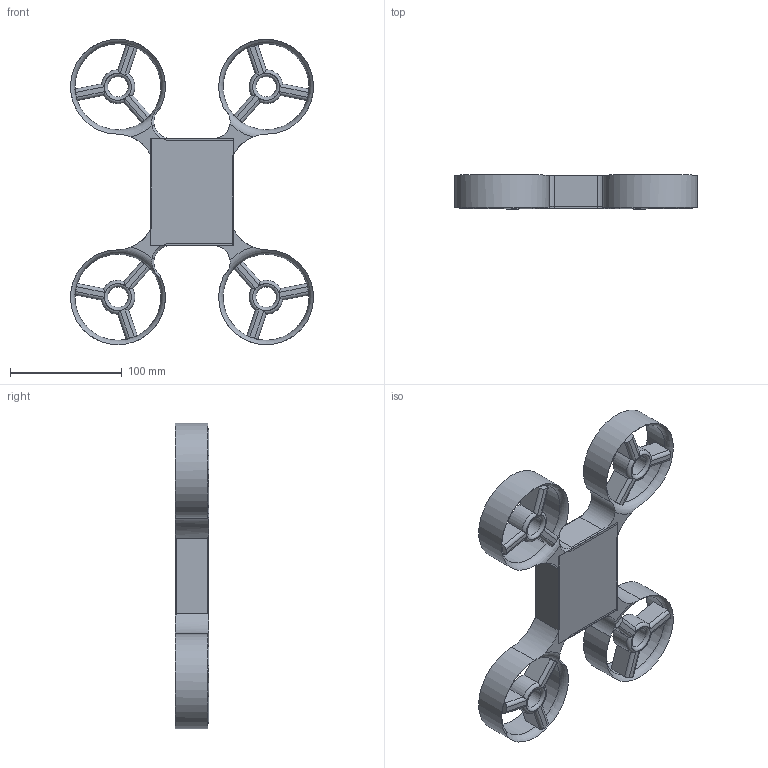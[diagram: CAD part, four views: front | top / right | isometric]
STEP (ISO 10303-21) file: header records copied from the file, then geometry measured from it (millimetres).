
FILE_DESCRIPTION(/* description */ (''),/* implementation_level */ '2;1');
FILE_NAME(/* name */ 'quadcopter chasis modelling v1.step',/* time_stamp */ '2024-03-22T16:13:27+05:30',/* author */ (''),/* organization */ (''),/* preprocessor_version */ 'ST-DEVELOPER v20',/* originating_system */ 'Autodesk Translation Framework v12.20.1.177',/* authorisation */ '');
FILE_SCHEMA (('AUTOMOTIVE_DESIGN { 1 0 10303 214 3 1 1 }'));
Length unit declared in the file: millimetre
Products named in the file (1): quadcopter chasis modelling
Bounding box: 217.23 x 30 x 272.94 mm (x, y, z)
Volume: 1098084.1 mm3; surface area: 195772.6 mm2
Topology: 8 solids, 8 shells, 156 faces, 404 edges, 260 vertices
Faces by surface type: plane 70, cylinder 60, torus 20, bspline 4, cone 2
Full cylindrical faces by diameter (mm): 18.15 x4, 76.836 x4
Entity records: 5281 total; most frequent: CARTESIAN_POINT 1386, ORIENTED_EDGE 808, DIRECTION 800, EDGE_CURVE 404, AXIS2_PLACEMENT_3D 287, VERTEX_POINT 260, LINE 226, VECTOR 226
